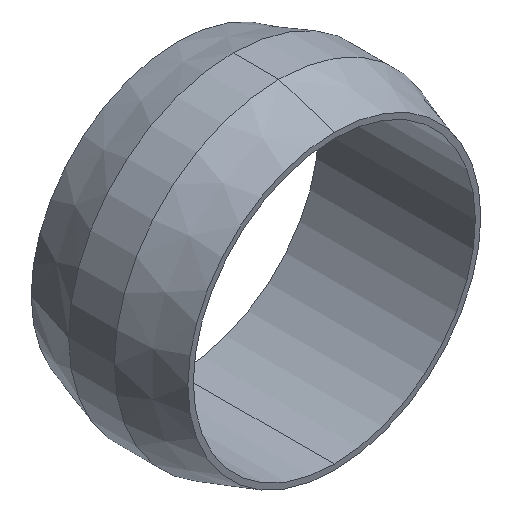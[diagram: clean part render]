
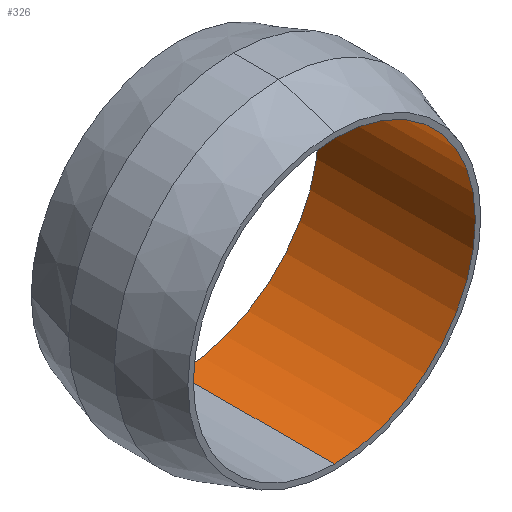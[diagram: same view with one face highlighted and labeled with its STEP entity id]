
A CAD part, isometric view. The second image highlights one B-rep face of the part: STEP entity #326.
In plain terms, the highlighted cylindrical face has radius 9 mm (diameter 18 mm), a partial arc.
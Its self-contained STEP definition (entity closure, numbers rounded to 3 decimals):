
#10 = AXIS2_PLACEMENT_3D ( 'NONE', #173, #172, #175 ) ;
#28 = AXIS2_PLACEMENT_3D ( 'NONE', #115, #116, #114 ) ;
#34 = AXIS2_PLACEMENT_3D ( 'NONE', #106, #108, #109 ) ;
#40 = EDGE_CURVE ( 'NONE', #208, #220, #276, .T. ) ;
#49 = EDGE_CURVE ( 'NONE', #220, #212, #283, .T. ) ;
#51 = EDGE_CURVE ( 'NONE', #212, #200, #288, .T. ) ;
#57 = EDGE_CURVE ( 'NONE', #208, #200, #292, .T. ) ;
#83 = DIRECTION ( 'NONE',  ( 0., 1., 0. ) ) ;
#86 = CARTESIAN_POINT ( 'NONE',  ( 0., 0., -9. ) ) ;
#100 = CARTESIAN_POINT ( 'NONE',  ( 0., 10., 9. ) ) ;
#106 = CARTESIAN_POINT ( 'NONE',  ( 0., 0., 0. ) ) ;
#108 = DIRECTION ( 'NONE',  ( 0., -1., 0. ) ) ;
#109 = DIRECTION ( 'NONE',  ( 0., 0., 1. ) ) ;
#114 = DIRECTION ( 'NONE',  ( 0., 0., 1. ) ) ;
#115 = CARTESIAN_POINT ( 'NONE',  ( 0., 10., 0. ) ) ;
#116 = DIRECTION ( 'NONE',  ( 0., 1., 0. ) ) ;
#126 = CARTESIAN_POINT ( 'NONE',  ( 0., 0., -9. ) ) ;
#128 = CARTESIAN_POINT ( 'NONE',  ( 0., 0., 9. ) ) ;
#135 = DIRECTION ( 'NONE',  ( 0., 1., 0. ) ) ;
#138 = CARTESIAN_POINT ( 'NONE',  ( 0., 10., -9. ) ) ;
#172 = DIRECTION ( 'NONE',  ( 0., 1., 0. ) ) ;
#173 = CARTESIAN_POINT ( 'NONE',  ( 0., 0., 0. ) ) ;
#175 = DIRECTION ( 'NONE',  ( 0., 0., 1. ) ) ;
#181 = CARTESIAN_POINT ( 'NONE',  ( 0., 0., 9. ) ) ;
#198 = ORIENTED_EDGE ( 'NONE', *, *, #57, .F. ) ;
#200 = VERTEX_POINT ( 'NONE', #138 ) ;
#208 = VERTEX_POINT ( 'NONE', #126 ) ;
#212 = VERTEX_POINT ( 'NONE', #100 ) ;
#220 = VERTEX_POINT ( 'NONE', #181 ) ;
#222 = EDGE_LOOP ( 'NONE', ( #198, #239, #225, #227 ) ) ;
#225 = ORIENTED_EDGE ( 'NONE', *, *, #49, .T. ) ;
#227 = ORIENTED_EDGE ( 'NONE', *, *, #51, .T. ) ;
#239 = ORIENTED_EDGE ( 'NONE', *, *, #40, .T. ) ;
#276 = CIRCLE ( 'NONE', #34, 9. ) ;
#283 = LINE ( 'NONE', #128, #290 ) ;
#288 = CIRCLE ( 'NONE', #28, 9. ) ;
#290 = VECTOR ( 'NONE', #135, 1000. ) ;
#292 = LINE ( 'NONE', #86, #298 ) ;
#298 = VECTOR ( 'NONE', #83, 1000. ) ;
#299 = FACE_OUTER_BOUND ( 'NONE', #222, .T. ) ;
#304 = CYLINDRICAL_SURFACE ( 'NONE', #10, 9. ) ;
#326 = ADVANCED_FACE ( 'NONE', ( #299 ), #304, .F. ) ;
